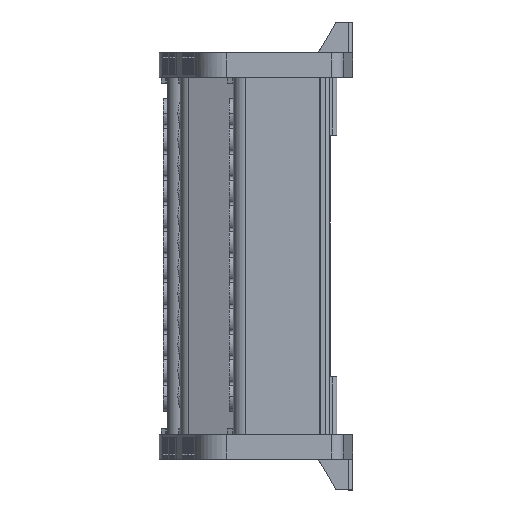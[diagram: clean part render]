
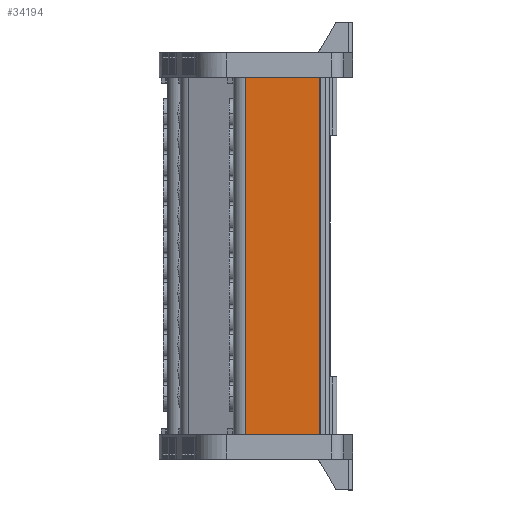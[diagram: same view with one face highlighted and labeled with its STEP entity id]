
A CAD part, left-side view. The second image highlights one B-rep face of the part: STEP entity #34194.
In plain terms, the highlighted planar face has unit normal (-1, 0.018, 0).
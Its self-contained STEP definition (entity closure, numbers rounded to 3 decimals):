
#4394 = DIRECTION ( 'NONE',  ( -0.017, -1., 0. ) ) ;
#4417 = FACE_OUTER_BOUND ( 'NONE', #55684, .T. ) ;
#4454 = DIRECTION ( 'NONE',  ( -1., 0.017, 0. ) ) ;
#4475 = CARTESIAN_POINT ( 'NONE',  ( -328.43, 193.983, 176.855 ) ) ;
#4481 = PLANE ( 'NONE',  #84865 ) ;
#7640 = CARTESIAN_POINT ( 'NONE',  ( -328.098, 213.013, 100.312 ) ) ;
#7719 = CARTESIAN_POINT ( 'NONE',  ( -328.098, 213.013, 13.413 ) ) ;
#8825 = CARTESIAN_POINT ( 'NONE',  ( -328.43, 193.983, 13.413 ) ) ;
#14084 = CARTESIAN_POINT ( 'NONE',  ( -328.43, 193.983, 100.312 ) ) ;
#15237 = VECTOR ( 'NONE', #31134, 1000. ) ;
#31078 = CARTESIAN_POINT ( 'NONE',  ( -328.43, 193.983, 100.312 ) ) ;
#31134 = DIRECTION ( 'NONE',  ( 0.017, 1., 0. ) ) ;
#31156 = LINE ( 'NONE', #31078, #15237 ) ;
#31676 = DIRECTION ( 'NONE',  ( 0., 0., -1. ) ) ;
#31721 = LINE ( 'NONE', #31728, #87961 ) ;
#31728 = CARTESIAN_POINT ( 'NONE',  ( -328.098, 213.013, 176.855 ) ) ;
#32394 = CARTESIAN_POINT ( 'NONE',  ( -328.43, 193.983, 13.413 ) ) ;
#32397 = DIRECTION ( 'NONE',  ( -0.017, -1., 0. ) ) ;
#32448 = LINE ( 'NONE', #32394, #88058 ) ;
#34194 = ADVANCED_FACE ( 'NONE', ( #4417 ), #4481, .T. ) ;
#40497 = VECTOR ( 'NONE', #44192, 1000. ) ;
#44192 = DIRECTION ( 'NONE',  ( 0., 0., 1. ) ) ;
#44207 = LINE ( 'NONE', #44214, #40497 ) ;
#44214 = CARTESIAN_POINT ( 'NONE',  ( -328.43, 193.983, 176.855 ) ) ;
#55684 = EDGE_LOOP ( 'NONE', ( #109542, #109506, #109522, #109500 ) ) ;
#62585 = VERTEX_POINT ( 'NONE', #7640 ) ;
#62617 = VERTEX_POINT ( 'NONE', #7719 ) ;
#67907 = VERTEX_POINT ( 'NONE', #8825 ) ;
#70794 = VERTEX_POINT ( 'NONE', #14084 ) ;
#84865 = AXIS2_PLACEMENT_3D ( 'NONE', #4475, #4454, #4394 ) ;
#87961 = VECTOR ( 'NONE', #31676, 1000. ) ;
#88058 = VECTOR ( 'NONE', #32397, 1000. ) ;
#103786 = EDGE_CURVE ( 'NONE', #70794, #62585, #31156, .T. ) ;
#104016 = EDGE_CURVE ( 'NONE', #62585, #62617, #31721, .T. ) ;
#104094 = EDGE_CURVE ( 'NONE', #62617, #67907, #32448, .T. ) ;
#109500 = ORIENTED_EDGE ( 'NONE', *, *, #104094, .T. ) ;
#109506 = ORIENTED_EDGE ( 'NONE', *, *, #103786, .T. ) ;
#109522 = ORIENTED_EDGE ( 'NONE', *, *, #104016, .T. ) ;
#109542 = ORIENTED_EDGE ( 'NONE', *, *, #112002, .T. ) ;
#112002 = EDGE_CURVE ( 'NONE', #67907, #70794, #44207, .T. ) ;
